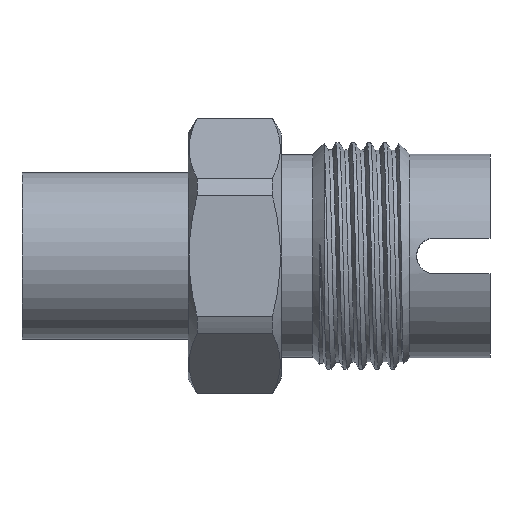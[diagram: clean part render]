
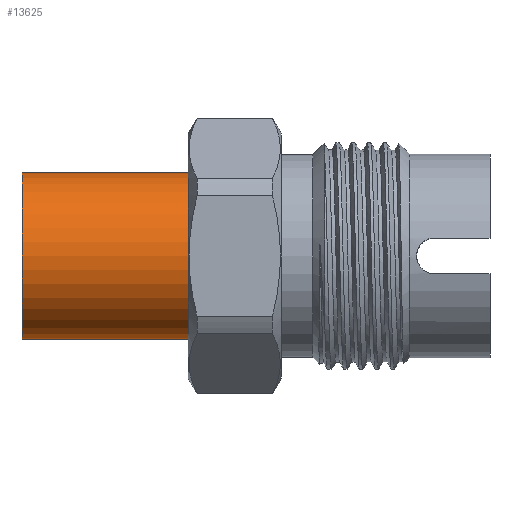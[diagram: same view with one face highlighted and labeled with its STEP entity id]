
A CAD part, left-side view. The second image highlights one B-rep face of the part: STEP entity #13625.
In plain terms, the highlighted cylindrical face has radius 9.563 mm (diameter 19.126 mm), a partial arc.
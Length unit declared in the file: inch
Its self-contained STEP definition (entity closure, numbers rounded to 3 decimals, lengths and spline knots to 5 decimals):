
#167 = DIRECTION ( 'NONE',  ( 0., 0., 1. ) ) ;
#293 = CARTESIAN_POINT ( 'NONE',  ( 0., 1.3675, 0.3765 ) ) ;
#375 = CARTESIAN_POINT ( 'NONE',  ( 0., 1.3675, 0. ) ) ;
#684 = EDGE_CURVE ( 'NONE', #1670, #11480, #12584, .T. ) ;
#704 = CARTESIAN_POINT ( 'NONE',  ( 0., 2.12, 0.3765 ) ) ;
#1236 = DIRECTION ( 'NONE',  ( 0., 0., 1. ) ) ;
#1429 = CARTESIAN_POINT ( 'NONE',  ( 0., 1.3675, -0.3765 ) ) ;
#1670 = VERTEX_POINT ( 'NONE', #293 ) ;
#1691 = DIRECTION ( 'NONE',  ( 0., 0., 1. ) ) ;
#1889 = AXIS2_PLACEMENT_3D ( 'NONE', #375, #9414, #1691 ) ;
#2317 = CARTESIAN_POINT ( 'NONE',  ( 0., -0.11742, 0. ) ) ;
#2572 = CARTESIAN_POINT ( 'NONE',  ( 0., -0.11742, 0.3765 ) ) ;
#2891 = AXIS2_PLACEMENT_3D ( 'NONE', #2317, #16639, #1236 ) ;
#3060 = EDGE_CURVE ( 'NONE', #9297, #11480, #5511, .T. ) ;
#4076 = DIRECTION ( 'NONE',  ( 0., 1., 0. ) ) ;
#5037 = EDGE_CURVE ( 'NONE', #7383, #9297, #14356, .T. ) ;
#5511 = CIRCLE ( 'NONE', #13581, 0.3765 ) ;
#7383 = VERTEX_POINT ( 'NONE', #1429 ) ;
#7936 = CARTESIAN_POINT ( 'NONE',  ( 0., -0.11742, -0.3765 ) ) ;
#9051 = DIRECTION ( 'NONE',  ( 0., 1., 0. ) ) ;
#9104 = EDGE_CURVE ( 'NONE', #1670, #7383, #16410, .T. ) ;
#9156 = VECTOR ( 'NONE', #9051, 39.37008 ) ;
#9242 = DIRECTION ( 'NONE',  ( 0., 1., 0. ) ) ;
#9297 = VERTEX_POINT ( 'NONE', #12667 ) ;
#9414 = DIRECTION ( 'NONE',  ( 0., -1., 0. ) ) ;
#10682 = ORIENTED_EDGE ( 'NONE', *, *, #5037, .F. ) ;
#11116 = VECTOR ( 'NONE', #9242, 39.37008 ) ;
#11480 = VERTEX_POINT ( 'NONE', #704 ) ;
#11999 = ORIENTED_EDGE ( 'NONE', *, *, #3060, .F. ) ;
#12584 = LINE ( 'NONE', #2572, #9156 ) ;
#12667 = CARTESIAN_POINT ( 'NONE',  ( 0., 2.12, -0.3765 ) ) ;
#12737 = ORIENTED_EDGE ( 'NONE', *, *, #9104, .F. ) ;
#12974 = CARTESIAN_POINT ( 'NONE',  ( 0., 2.12, 0. ) ) ;
#13581 = AXIS2_PLACEMENT_3D ( 'NONE', #12974, #4076, #167 ) ;
#13625 = ADVANCED_FACE ( 'NONE', ( #15019 ), #14819, .T. ) ;
#14356 = LINE ( 'NONE', #7936, #11116 ) ;
#14819 = CYLINDRICAL_SURFACE ( 'NONE', #2891, 0.3765 ) ;
#15019 = FACE_OUTER_BOUND ( 'NONE', #15137, .T. ) ;
#15137 = EDGE_LOOP ( 'NONE', ( #10682, #12737, #15465, #11999 ) ) ;
#15465 = ORIENTED_EDGE ( 'NONE', *, *, #684, .T. ) ;
#16410 = CIRCLE ( 'NONE', #1889, 0.3765 ) ;
#16639 = DIRECTION ( 'NONE',  ( 0., 1., 0. ) ) ;
